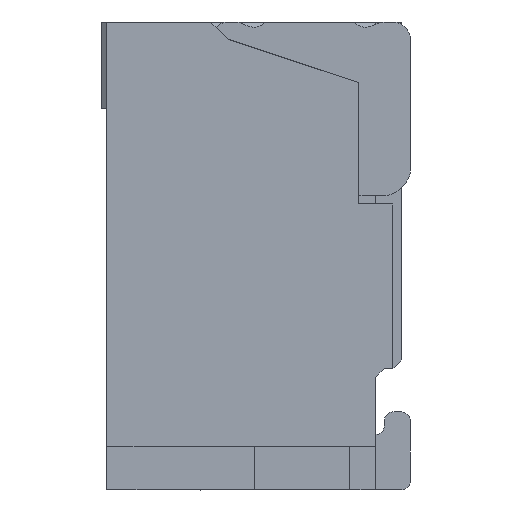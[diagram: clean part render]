
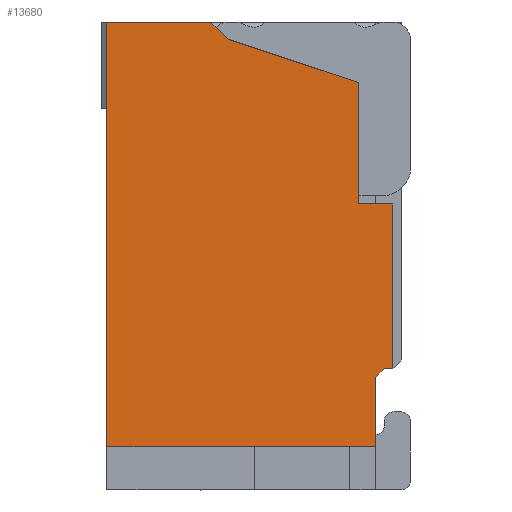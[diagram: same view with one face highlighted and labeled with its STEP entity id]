
A CAD part, left-side view. The second image highlights one B-rep face of the part: STEP entity #13680.
In plain terms, the highlighted planar face has unit normal (-1, 0, 0).
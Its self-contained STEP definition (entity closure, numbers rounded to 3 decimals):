
#11490=CARTESIAN_POINT('',(-17.5,0.05,1.65));
#11500=VERTEX_POINT('',#11490);
#11530=CARTESIAN_POINT('',(-17.5,0.25,1.65));
#11540=DIRECTION('',(0.,-1.,0.));
#11550=VECTOR('',#11540,0.2);
#11560=LINE('',#11530,#11550);
#11570=CARTESIAN_POINT('',(-17.5,0.25,1.65));
#11580=VERTEX_POINT('',#11570);
#11590=EDGE_CURVE('',#11580,#11500,#11560,.T.);
#12820=CARTESIAN_POINT('',(-17.5,0.049,2.701));
#12830=DIRECTION('',(-1.,0.,0.));
#12840=DIRECTION('',(0.,1.,0.));
#12850=AXIS2_PLACEMENT_3D('',#12820,#12830,#12840);
#12860=PLANE('',#12850);
#12870=CARTESIAN_POINT('',(-17.5,1.,2.6));
#12880=DIRECTION('',(0.,0.707,0.707));
#12890=VECTOR('',#12880,0.141);
#12900=LINE('',#12870,#12890);
#12910=CARTESIAN_POINT('',(-17.5,1.,2.6));
#12920=VERTEX_POINT('',#12910);
#12930=CARTESIAN_POINT('',(-17.5,1.1,2.7));
#12940=VERTEX_POINT('',#12930);
#12950=EDGE_CURVE('',#12920,#12940,#12900,.T.);
#12960=ORIENTED_EDGE('',*,*,#12950,.T.);
#12970=CARTESIAN_POINT('',(-17.5,0.25,2.35));
#12980=DIRECTION('',(0.,0.949,0.316));
#12990=VECTOR('',#12980,0.791);
#13000=LINE('',#12970,#12990);
#13010=CARTESIAN_POINT('',(-17.5,0.25,2.35));
#13020=VERTEX_POINT('',#13010);
#13030=EDGE_CURVE('',#13020,#12920,#13000,.T.);
#13040=ORIENTED_EDGE('',*,*,#13030,.T.);
#13050=CARTESIAN_POINT('',(-17.5,0.25,2.35));
#13060=DIRECTION('',(0.,0.,-1.));
#13070=VECTOR('',#13060,0.7);
#13080=LINE('',#13050,#13070);
#13090=EDGE_CURVE('',#13020,#11580,#13080,.T.);
#13100=ORIENTED_EDGE('',*,*,#13090,.F.);
#13110=ORIENTED_EDGE('',*,*,#11590,.F.);
#13120=CARTESIAN_POINT('',(-17.5,0.05,1.65));
#13130=DIRECTION('',(0.,0.,-1.));
#13140=VECTOR('',#13130,0.95);
#13150=LINE('',#13120,#13140);
#13160=CARTESIAN_POINT('',(-17.5,0.05,0.7));
#13170=VERTEX_POINT('',#13160);
#13180=EDGE_CURVE('',#11500,#13170,#13150,.T.);
#13190=ORIENTED_EDGE('',*,*,#13180,.F.);
#13200=CARTESIAN_POINT('',(-17.5,0.05,0.7));
#13210=DIRECTION('',(0.,1.,0.));
#13220=VECTOR('',#13210,0.05);
#13230=LINE('',#13200,#13220);
#13240=CARTESIAN_POINT('',(-17.5,0.1,0.7));
#13250=VERTEX_POINT('',#13240);
#13260=EDGE_CURVE('',#13170,#13250,#13230,.T.);
#13270=ORIENTED_EDGE('',*,*,#13260,.F.);
#13280=CARTESIAN_POINT('',(-17.5,0.15,0.65));
#13290=DIRECTION('',(0.,-0.707,0.707));
#13300=VECTOR('',#13290,0.071);
#13310=LINE('',#13280,#13300);
#13320=CARTESIAN_POINT('',(-17.5,0.15,0.65));
#13330=VERTEX_POINT('',#13320);
#13340=EDGE_CURVE('',#13330,#13250,#13310,.T.);
#13350=ORIENTED_EDGE('',*,*,#13340,.T.);
#13360=CARTESIAN_POINT('',(-17.5,0.15,0.));
#13370=DIRECTION('',(0.,0.,-1.));
#13380=VECTOR('',#13370,1.);
#13390=LINE('',#13360,#13380);
#13400=CARTESIAN_POINT('',(-17.5,0.15,0.25));
#13410=VERTEX_POINT('',#13400);
#13420=EDGE_CURVE('',#13330,#13410,#13390,.T.);
#13430=ORIENTED_EDGE('',*,*,#13420,.F.);
#13440=CARTESIAN_POINT('',(-17.5,0.,0.25));
#13450=DIRECTION('',(0.,-1.,0.));
#13460=VECTOR('',#13450,1.);
#13470=LINE('',#13440,#13460);
#13480=CARTESIAN_POINT('',(-17.5,1.7,0.25));
#13490=VERTEX_POINT('',#13480);
#13500=EDGE_CURVE('',#13490,#13410,#13470,.T.);
#13510=ORIENTED_EDGE('',*,*,#13500,.T.);
#13520=CARTESIAN_POINT('',(-17.5,1.7,0.));
#13530=DIRECTION('',(0.,0.,-1.));
#13540=VECTOR('',#13530,1.);
#13550=LINE('',#13520,#13540);
#13560=CARTESIAN_POINT('',(-17.5,1.7,2.7));
#13570=VERTEX_POINT('',#13560);
#13580=EDGE_CURVE('',#13570,#13490,#13550,.T.);
#13590=ORIENTED_EDGE('',*,*,#13580,.T.);
#13600=CARTESIAN_POINT('',(-17.5,1.7,2.7));
#13610=DIRECTION('',(0.,-1.,0.));
#13620=VECTOR('',#13610,0.6);
#13630=LINE('',#13600,#13620);
#13640=EDGE_CURVE('',#13570,#12940,#13630,.T.);
#13650=ORIENTED_EDGE('',*,*,#13640,.F.);
#13660=EDGE_LOOP('',(#13650,#13590,#13510,#13430,#13350,#13270,#13190,
#13110,#13100,#13040,#12960));
#13670=FACE_OUTER_BOUND('',#13660,.T.);
#13680=ADVANCED_FACE('',(#13670),#12860,.T.);
